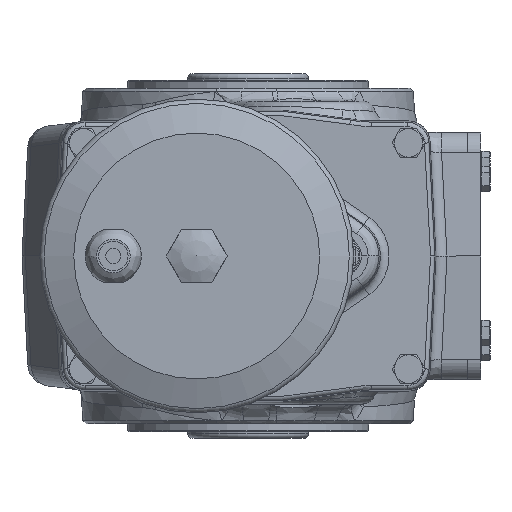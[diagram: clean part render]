
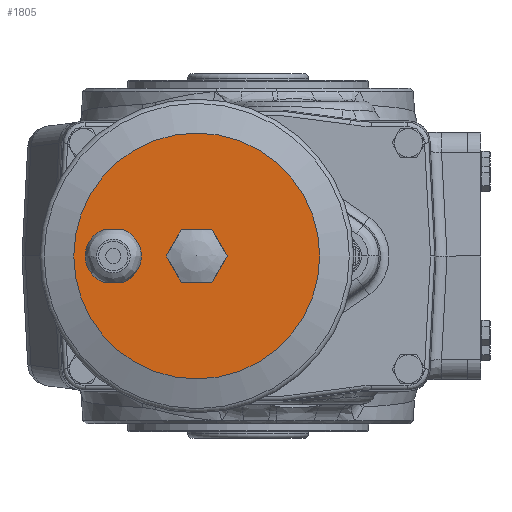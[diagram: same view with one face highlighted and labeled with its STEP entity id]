
A CAD part, left-side view. The second image highlights one B-rep face of the part: STEP entity #1805.
In plain terms, the highlighted planar face has unit normal (-1, 0, 0).
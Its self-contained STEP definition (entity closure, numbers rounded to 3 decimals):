
#1805 = ADVANCED_FACE( '', ( #4236, #4237, #4238 ), #4239, .T. );
#4236 = FACE_BOUND( '', #14006, .T. );
#4237 = FACE_OUTER_BOUND( '', #14007, .T. );
#4238 = FACE_BOUND( '', #14008, .T. );
#4239 = PLANE( '', #14009 );
#14006 = EDGE_LOOP( '', ( #22928, #22929, #22930, #22931 ) );
#14007 = EDGE_LOOP( '', ( #22932 ) );
#14008 = EDGE_LOOP( '', ( #22933, #22934, #22935, #22936, #22937, #22938 ) );
#14009 = AXIS2_PLACEMENT_3D( '', #22939, #22940, #22941 );
#22928 = ORIENTED_EDGE( '', *, *, #28156, .F. );
#22929 = ORIENTED_EDGE( '', *, *, #28157, .F. );
#22930 = ORIENTED_EDGE( '', *, *, #26778, .F. );
#22931 = ORIENTED_EDGE( '', *, *, #27609, .T. );
#22932 = ORIENTED_EDGE( '', *, *, #26546, .T. );
#22933 = ORIENTED_EDGE( '', *, *, #28158, .T. );
#22934 = ORIENTED_EDGE( '', *, *, #28159, .T. );
#22935 = ORIENTED_EDGE( '', *, *, #27252, .T. );
#22936 = ORIENTED_EDGE( '', *, *, #26417, .T. );
#22937 = ORIENTED_EDGE( '', *, *, #26862, .T. );
#22938 = ORIENTED_EDGE( '', *, *, #28160, .T. );
#22939 = CARTESIAN_POINT( '', ( -601.9, 79.4, 0. ) );
#22940 = DIRECTION( '', ( -1., 0., 0. ) );
#22941 = DIRECTION( '', ( 0., 1., 0. ) );
#26417 = EDGE_CURVE( '', #29117, #29121, #29123, .T. );
#26546 = EDGE_CURVE( '', #29350, #29350, #29351, .T. );
#26778 = EDGE_CURVE( '', #29743, #29745, #29746, .T. );
#26862 = EDGE_CURVE( '', #29121, #29883, #29885, .T. );
#27252 = EDGE_CURVE( '', #30520, #29117, #30522, .T. );
#27609 = EDGE_CURVE( '', #29743, #31069, #31071, .T. );
#28156 = EDGE_CURVE( '', #31848, #31069, #31849, .T. );
#28157 = EDGE_CURVE( '', #29745, #31848, #31850, .T. );
#28158 = EDGE_CURVE( '', #31851, #31852, #31853, .T. );
#28159 = EDGE_CURVE( '', #31852, #30520, #31854, .T. );
#28160 = EDGE_CURVE( '', #29883, #31851, #31855, .T. );
#29117 = VERTEX_POINT( '', #33049 );
#29121 = VERTEX_POINT( '', #33054 );
#29123 = LINE( '', #33057, #33058 );
#29350 = VERTEX_POINT( '', #33557 );
#29351 = CIRCLE( '', #33558, 56. );
#29743 = VERTEX_POINT( '', #34687 );
#29745 = VERTEX_POINT( '', #34690 );
#29746 = CIRCLE( '', #34691, 12.8 );
#29883 = VERTEX_POINT( '', #34892 );
#29885 = LINE( '', #34895, #34896 );
#30520 = VERTEX_POINT( '', #36374 );
#30522 = LINE( '', #36377, #36378 );
#31069 = VERTEX_POINT( '', #37594 );
#31071 = LINE( '', #37597, #37598 );
#31848 = VERTEX_POINT( '', #39380 );
#31849 = CIRCLE( '', #39381, 12.8 );
#31850 = LINE( '', #39382, #39383 );
#31851 = VERTEX_POINT( '', #39384 );
#31852 = VERTEX_POINT( '', #39385 );
#31853 = LINE( '', #39386, #39387 );
#31854 = LINE( '', #39388, #39389 );
#31855 = LINE( '', #39390, #39391 );
#33049 = CARTESIAN_POINT( '', ( -601.9, 30.328, -12. ) );
#33054 = CARTESIAN_POINT( '', ( -601.9, 37.256, 0. ) );
#33057 = CARTESIAN_POINT( '', ( -601.9, 30.328, -12. ) );
#33058 = VECTOR( '', #41373, 1000. );
#33557 = CARTESIAN_POINT( '', ( -601.9, 79.4, 0. ) );
#33558 = AXIS2_PLACEMENT_3D( '', #41511, #41512, #41513 );
#34687 = CARTESIAN_POINT( '', ( -601.9, 65.854, 12. ) );
#34690 = CARTESIAN_POINT( '', ( -601.9, 65.854, -12. ) );
#34691 = AXIS2_PLACEMENT_3D( '', #41804, #41805, #41806 );
#34892 = CARTESIAN_POINT( '', ( -601.9, 30.328, 12. ) );
#34895 = CARTESIAN_POINT( '', ( -601.9, 37.256, 0. ) );
#34896 = VECTOR( '', #41912, 1000. );
#36374 = CARTESIAN_POINT( '', ( -601.9, 16.472, -12. ) );
#36377 = CARTESIAN_POINT( '', ( -601.9, 16.472, -12. ) );
#36378 = VECTOR( '', #42405, 1000. );
#37594 = CARTESIAN_POINT( '', ( -601.9, 56.946, 12. ) );
#37597 = CARTESIAN_POINT( '', ( -601.9, 65.854, 12. ) );
#37598 = VECTOR( '', #42819, 1000. );
#39380 = CARTESIAN_POINT( '', ( -601.9, 56.946, -12. ) );
#39381 = AXIS2_PLACEMENT_3D( '', #43499, #43500, #43501 );
#39382 = CARTESIAN_POINT( '', ( -601.9, 65.854, -12. ) );
#39383 = VECTOR( '', #43502, 1000. );
#39384 = CARTESIAN_POINT( '', ( -601.9, 16.472, 12. ) );
#39385 = CARTESIAN_POINT( '', ( -601.9, 9.544, 0. ) );
#39386 = CARTESIAN_POINT( '', ( -601.9, 16.472, 12. ) );
#39387 = VECTOR( '', #43503, 1000. );
#39388 = CARTESIAN_POINT( '', ( -601.9, 9.544, 0. ) );
#39389 = VECTOR( '', #43504, 1000. );
#39390 = CARTESIAN_POINT( '', ( -601.9, 30.328, 12. ) );
#39391 = VECTOR( '', #43505, 1000. );
#41373 = DIRECTION( '', ( 0., 0.5, 0.866 ) );
#41511 = CARTESIAN_POINT( '', ( -601.9, 23.4, 0. ) );
#41512 = DIRECTION( '', ( -1., 0., 0. ) );
#41513 = DIRECTION( '', ( 0., 1., 0. ) );
#41804 = CARTESIAN_POINT( '', ( -601.9, 61.4, 0. ) );
#41805 = DIRECTION( '', ( -1., 0., 0. ) );
#41806 = DIRECTION( '', ( 0., 1., 0. ) );
#41912 = DIRECTION( '', ( 0., -0.5, 0.866 ) );
#42405 = DIRECTION( '', ( 0., 1., 0. ) );
#42819 = DIRECTION( '', ( 0., -1., 0. ) );
#43499 = CARTESIAN_POINT( '', ( -601.9, 61.4, 0. ) );
#43500 = DIRECTION( '', ( -1., 0., 0. ) );
#43501 = DIRECTION( '', ( 0., 1., 0. ) );
#43502 = DIRECTION( '', ( 0., -1., 0. ) );
#43503 = DIRECTION( '', ( 0., -0.5, -0.866 ) );
#43504 = DIRECTION( '', ( 0., 0.5, -0.866 ) );
#43505 = DIRECTION( '', ( 0., -1., 0. ) );
